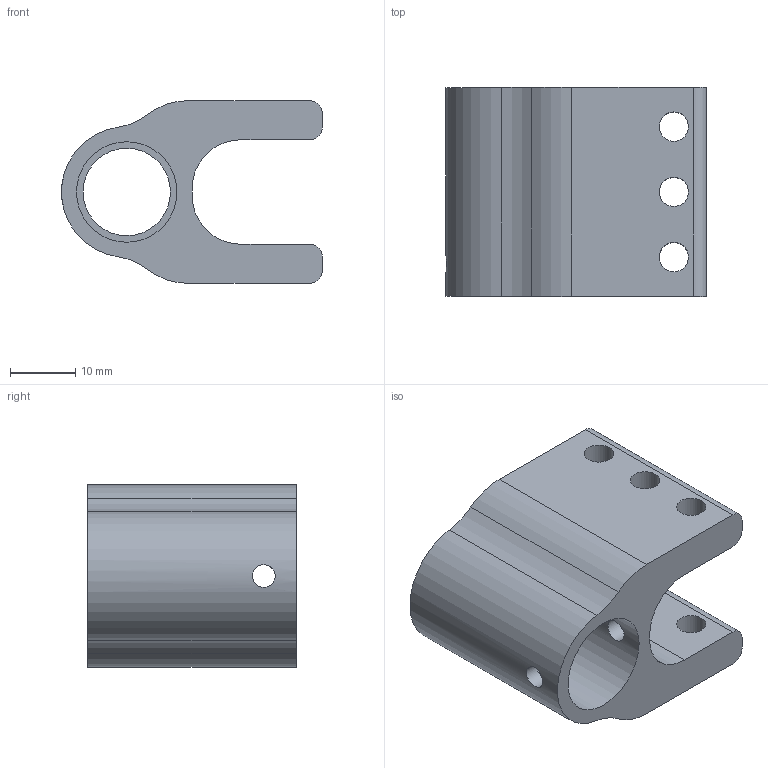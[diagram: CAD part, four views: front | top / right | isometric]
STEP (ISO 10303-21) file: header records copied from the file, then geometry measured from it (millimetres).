
FILE_DESCRIPTION(/* description */ (''),/* implementation_level */ '2;1');
FILE_NAME(/* name */ 'button bottom part 1.stp',/* time_stamp */ '2025-01-11T19:31:32-05:00',/* author */ ('thevizwiz'),/* organization */ (''),/* preprocessor_version */ 'ST-DEVELOPER v20',/* originating_system */ 'Autodesk Inventor 2024',/* authorisation */ '');
FILE_SCHEMA (('AUTOMOTIVE_DESIGN { 1 0 10303 214 3 1 1 }'));
Length unit declared in the file: millimetre
Products named in the file (1): button bottom part 1
Bounding box: 40 x 32 x 28 mm (x, y, z)
Volume: 14956.7 mm3; surface area: 7770.8 mm2
Topology: 1 solids, 1 shells, 32 faces, 95 edges, 64 vertices
Faces by surface type: cylinder 21, plane 11
Full cylindrical faces by diameter (mm): 3.5 x2, 4.5 x6, 13.4 x1, 15.4 x1
Entity records: 1295 total; most frequent: CARTESIAN_POINT 330, DIRECTION 193, ORIENTED_EDGE 190, EDGE_CURVE 95, AXIS2_PLACEMENT_3D 74, VERTEX_POINT 64, EDGE_LOOP 49, LINE 45
